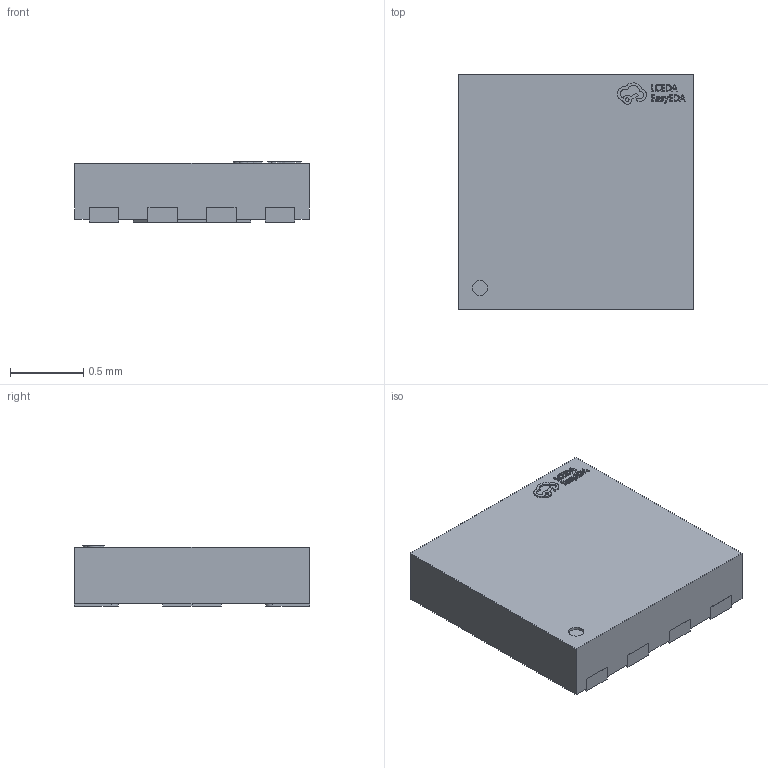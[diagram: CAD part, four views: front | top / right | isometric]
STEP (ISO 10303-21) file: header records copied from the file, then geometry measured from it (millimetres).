
FILE_DESCRIPTION (( 'STEP AP214' ), '1' );
FILE_NAME ('DFN-8_L1.6-W1.6-P0.40-BL-EP.STEP', '2023-02-09T09:23:42', ( '' ), ( '' ), 'SwSTEP 2.0', 'SolidWorks 2020', '' );
FILE_SCHEMA (( 'AUTOMOTIVE_DESIGN' ));
Length unit declared in the file: millimetre
Products named in the file (1): DFN-8_L1.6-W1.6-P0.40-BL-EP
Bounding box: 1.6 x 1.6 x 0.41 mm (x, y, z)
Volume: 1 mm3; surface area: 7.8 mm2
Topology: 1 solids, 1 shells, 303 faces, 840 edges, 560 vertices
Faces by surface type: plane 187, bspline 98, cylinder 18
Entity records: 11091 total; most frequent: CARTESIAN_POINT 3010, ORIENTED_EDGE 1680, DIRECTION 1088, EDGE_CURVE 840, VECTOR 604, LINE 604, VERTEX_POINT 560, EDGE_LOOP 324
